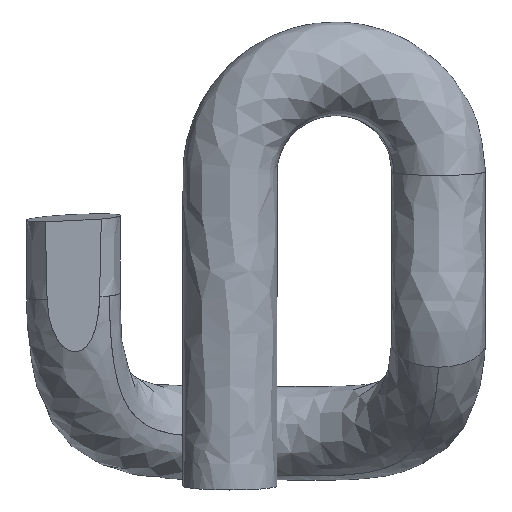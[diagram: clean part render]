
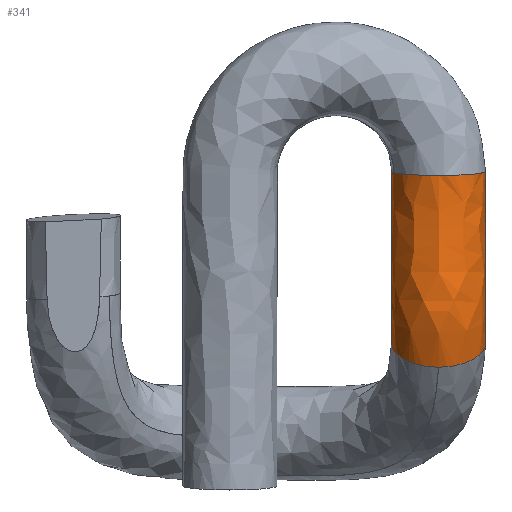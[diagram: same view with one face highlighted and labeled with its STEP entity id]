
A CAD part, top view. The second image highlights one B-rep face of the part: STEP entity #341.
In plain terms, the highlighted free-form (B-spline) face has degree [3, 3] with [4, 12] control points.
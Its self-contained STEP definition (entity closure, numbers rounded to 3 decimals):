
#64=FACE_OUTER_BOUND('',#80,.T.);
#80=EDGE_LOOP('',(#300,#301,#302,#303));
#107=CIRCLE('',#418,9.);
#108=CIRCLE('',#419,9.);
#127=(
BOUNDED_CURVE()
B_SPLINE_CURVE(3,(#2139,#2140,#2141,#2142,#2143,#2144,#2145,#2146,#2147,
#2148,#2149,#2150),.UNSPECIFIED.,.F.,.F.)
B_SPLINE_CURVE_WITH_KNOTS((4,2,2,2,2,4),(-1.,-0.862,-0.724,
-0.586,-0.448,0.),.UNSPECIFIED.)
CURVE()
GEOMETRIC_REPRESENTATION_ITEM()
RATIONAL_B_SPLINE_CURVE((1.,1.,1.,1.,1.,1.,1.,1.,1.,1.,1.,1.))
REPRESENTATION_ITEM('')
);
#128=(
BOUNDED_CURVE()
B_SPLINE_CURVE(3,(#2154,#2155,#2156,#2157,#2158,#2159,#2160,#2161,#2162,
#2163,#2164,#2165),.UNSPECIFIED.,.F.,.F.)
B_SPLINE_CURVE_WITH_KNOTS((4,2,2,2,2,4),(0.,0.448,0.586,
0.724,0.862,1.),.UNSPECIFIED.)
CURVE()
GEOMETRIC_REPRESENTATION_ITEM()
RATIONAL_B_SPLINE_CURVE((1.,1.,1.,1.,1.,1.,1.,1.,1.,1.,1.,1.))
REPRESENTATION_ITEM('')
);
#178=VERTEX_POINT('',#2137);
#179=VERTEX_POINT('',#2138);
#180=VERTEX_POINT('',#2151);
#181=VERTEX_POINT('',#2153);
#239=EDGE_CURVE('',#178,#179,#127,.T.);
#240=EDGE_CURVE('',#179,#180,#107,.T.);
#241=EDGE_CURVE('',#180,#181,#128,.T.);
#242=EDGE_CURVE('',#181,#178,#108,.T.);
#300=ORIENTED_EDGE('',*,*,#239,.T.);
#301=ORIENTED_EDGE('',*,*,#240,.T.);
#302=ORIENTED_EDGE('',*,*,#241,.T.);
#303=ORIENTED_EDGE('',*,*,#242,.T.);
#326=(
BOUNDED_SURFACE()
B_SPLINE_SURFACE(3,3,((#2089,#2090,#2091,#2092,#2093,#2094,#2095,#2096,
#2097,#2098,#2099,#2100),(#2101,#2102,#2103,#2104,#2105,#2106,#2107,#2108,
#2109,#2110,#2111,#2112),(#2113,#2114,#2115,#2116,#2117,#2118,#2119,#2120,
#2121,#2122,#2123,#2124),(#2125,#2126,#2127,#2128,#2129,#2130,#2131,#2132,
#2133,#2134,#2135,#2136)),.UNSPECIFIED.,.F.,.F.,.F.)
B_SPLINE_SURFACE_WITH_KNOTS((4,4),(4,2,2,2,2,4),(0.5,1.),(0.,0.448,
0.586,0.724,0.862,1.),.UNSPECIFIED.)
GEOMETRIC_REPRESENTATION_ITEM()
RATIONAL_B_SPLINE_SURFACE(((1.,1.,1.,1.,1.,1.,1.,1.,1.,1.,1.,1.),(0.333,
0.333,0.333,0.333,0.333,
0.333,0.333,0.333,0.333,
0.333,0.333,0.333),(0.333,
0.333,0.333,0.333,0.333,
0.333,0.333,0.333,0.333,
0.333,0.333,0.333),(1.,1.,1.,1.,1.,
1.,1.,1.,1.,1.,1.,1.)))
REPRESENTATION_ITEM('')
SURFACE()
);
#341=ADVANCED_FACE('',(#64),#326,.T.);
#418=AXIS2_PLACEMENT_3D('',#2152,#489,#490);
#419=AXIS2_PLACEMENT_3D('',#2166,#491,#492);
#489=DIRECTION('center_axis',(0.,-0.996,
-0.087));
#490=DIRECTION('ref_axis',(1.,0.,0.));
#491=DIRECTION('center_axis',(0.,0.856,0.517));
#492=DIRECTION('ref_axis',(-1.,0.,0.));
#2089=CARTESIAN_POINT('Ctrl Pts',(49.,92.523,6.919));
#2090=CARTESIAN_POINT('Ctrl Pts',(49.,87.568,6.486));
#2091=CARTESIAN_POINT('Ctrl Pts',(49.,82.692,6.269));
#2092=CARTESIAN_POINT('Ctrl Pts',(49.,76.11,6.448));
#2093=CARTESIAN_POINT('Ctrl Pts',(49.,74.544,6.524));
#2094=CARTESIAN_POINT('Ctrl Pts',(49.,71.422,6.602));
#2095=CARTESIAN_POINT('Ctrl Pts',(49.,69.867,6.605));
#2096=CARTESIAN_POINT('Ctrl Pts',(49.,66.81,6.399));
#2097=CARTESIAN_POINT('Ctrl Pts',(49.,65.308,6.189));
#2098=CARTESIAN_POINT('Ctrl Pts',(49.,62.398,5.416));
#2099=CARTESIAN_POINT('Ctrl Pts',(49.,60.989,4.853));
#2100=CARTESIAN_POINT('Ctrl Pts',(49.,59.648,4.043));
#2101=CARTESIAN_POINT('Ctrl Pts',(49.,90.954,24.851));
#2102=CARTESIAN_POINT('Ctrl Pts',(49.,86.501,24.461));
#2103=CARTESIAN_POINT('Ctrl Pts',(49.,82.349,24.285));
#2104=CARTESIAN_POINT('Ctrl Pts',(49.,76.856,24.434));
#2105=CARTESIAN_POINT('Ctrl Pts',(49.,75.277,24.511));
#2106=CARTESIAN_POINT('Ctrl Pts',(49.,71.598,24.604));
#2107=CARTESIAN_POINT('Ctrl Pts',(49.,69.496,24.622));
#2108=CARTESIAN_POINT('Ctrl Pts',(49.,64.751,24.3));
#2109=CARTESIAN_POINT('Ctrl Pts',(49.,62.095,23.959));
#2110=CARTESIAN_POINT('Ctrl Pts',(49.,56.371,22.439));
#2111=CARTESIAN_POINT('Ctrl Pts',(49.,53.299,21.236));
#2112=CARTESIAN_POINT('Ctrl Pts',(49.,50.345,19.452));
#2113=CARTESIAN_POINT('Ctrl Pts',(31.,90.954,24.851));
#2114=CARTESIAN_POINT('Ctrl Pts',(31.,86.501,24.461));
#2115=CARTESIAN_POINT('Ctrl Pts',(31.,82.349,24.285));
#2116=CARTESIAN_POINT('Ctrl Pts',(31.,76.856,24.434));
#2117=CARTESIAN_POINT('Ctrl Pts',(31.,75.277,24.511));
#2118=CARTESIAN_POINT('Ctrl Pts',(31.,71.598,24.604));
#2119=CARTESIAN_POINT('Ctrl Pts',(31.,69.496,24.622));
#2120=CARTESIAN_POINT('Ctrl Pts',(31.,64.751,24.3));
#2121=CARTESIAN_POINT('Ctrl Pts',(31.,62.095,23.959));
#2122=CARTESIAN_POINT('Ctrl Pts',(31.,56.371,22.439));
#2123=CARTESIAN_POINT('Ctrl Pts',(31.,53.299,21.236));
#2124=CARTESIAN_POINT('Ctrl Pts',(31.,50.345,19.452));
#2125=CARTESIAN_POINT('Ctrl Pts',(31.,92.523,6.919));
#2126=CARTESIAN_POINT('Ctrl Pts',(31.,87.568,6.486));
#2127=CARTESIAN_POINT('Ctrl Pts',(31.,82.692,6.269));
#2128=CARTESIAN_POINT('Ctrl Pts',(31.,76.11,6.448));
#2129=CARTESIAN_POINT('Ctrl Pts',(31.,74.544,6.524));
#2130=CARTESIAN_POINT('Ctrl Pts',(31.,71.422,6.602));
#2131=CARTESIAN_POINT('Ctrl Pts',(31.,69.867,6.605));
#2132=CARTESIAN_POINT('Ctrl Pts',(31.,66.81,6.399));
#2133=CARTESIAN_POINT('Ctrl Pts',(31.,65.308,6.189));
#2134=CARTESIAN_POINT('Ctrl Pts',(31.,62.398,5.416));
#2135=CARTESIAN_POINT('Ctrl Pts',(31.,60.989,4.853));
#2136=CARTESIAN_POINT('Ctrl Pts',(31.,59.648,4.043));
#2137=CARTESIAN_POINT('',(49.,59.648,4.043));
#2138=CARTESIAN_POINT('',(49.,92.523,6.919));
#2139=CARTESIAN_POINT('Ctrl Pts',(49.,59.648,4.043));
#2140=CARTESIAN_POINT('Ctrl Pts',(49.,60.989,4.853));
#2141=CARTESIAN_POINT('Ctrl Pts',(49.,62.398,5.416));
#2142=CARTESIAN_POINT('Ctrl Pts',(49.,65.308,6.189));
#2143=CARTESIAN_POINT('Ctrl Pts',(49.,66.81,6.399));
#2144=CARTESIAN_POINT('Ctrl Pts',(49.,69.867,6.605));
#2145=CARTESIAN_POINT('Ctrl Pts',(49.,71.422,6.602));
#2146=CARTESIAN_POINT('Ctrl Pts',(49.,74.544,6.524));
#2147=CARTESIAN_POINT('Ctrl Pts',(49.,76.11,6.448));
#2148=CARTESIAN_POINT('Ctrl Pts',(49.,82.692,6.269));
#2149=CARTESIAN_POINT('Ctrl Pts',(49.,87.568,6.486));
#2150=CARTESIAN_POINT('Ctrl Pts',(49.,92.523,6.919));
#2151=CARTESIAN_POINT('',(31.,92.523,6.919));
#2152=CARTESIAN_POINT('Origin',(40.,92.523,6.919));
#2153=CARTESIAN_POINT('',(31.,59.648,4.043));
#2154=CARTESIAN_POINT('Ctrl Pts',(31.,92.523,6.919));
#2155=CARTESIAN_POINT('Ctrl Pts',(31.,87.568,6.486));
#2156=CARTESIAN_POINT('Ctrl Pts',(31.,82.692,6.269));
#2157=CARTESIAN_POINT('Ctrl Pts',(31.,76.11,6.448));
#2158=CARTESIAN_POINT('Ctrl Pts',(31.,74.544,6.524));
#2159=CARTESIAN_POINT('Ctrl Pts',(31.,71.422,6.602));
#2160=CARTESIAN_POINT('Ctrl Pts',(31.,69.867,6.605));
#2161=CARTESIAN_POINT('Ctrl Pts',(31.,66.81,6.399));
#2162=CARTESIAN_POINT('Ctrl Pts',(31.,65.308,6.189));
#2163=CARTESIAN_POINT('Ctrl Pts',(31.,62.398,5.416));
#2164=CARTESIAN_POINT('Ctrl Pts',(31.,60.989,4.853));
#2165=CARTESIAN_POINT('Ctrl Pts',(31.,59.648,4.043));
#2166=CARTESIAN_POINT('Origin',(40.,59.648,4.043));
